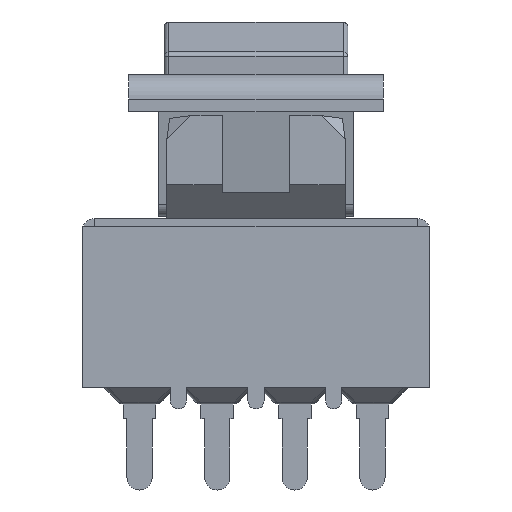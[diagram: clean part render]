
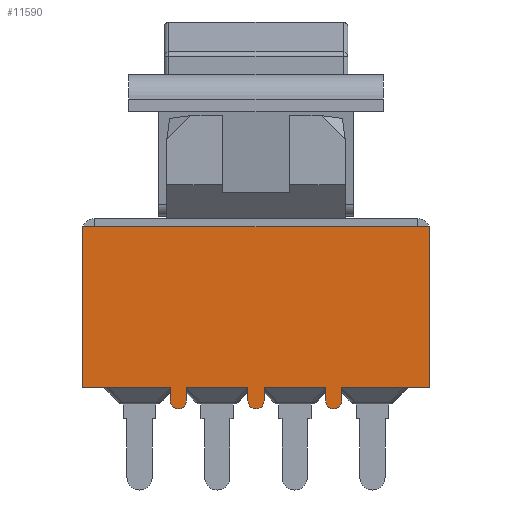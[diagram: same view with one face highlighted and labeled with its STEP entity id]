
A CAD part, left-side view. The second image highlights one B-rep face of the part: STEP entity #11590.
In plain terms, the highlighted planar face has unit normal (-1, 0, 0).
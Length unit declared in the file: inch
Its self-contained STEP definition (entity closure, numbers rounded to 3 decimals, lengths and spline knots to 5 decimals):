
#511=CIRCLE('',#12581,0.01969);
#512=CIRCLE('',#12583,0.01969);
#513=CIRCLE('',#12585,0.01969);
#1165=FACE_OUTER_BOUND('',#1839,.T.);
#1839=EDGE_LOOP('',(#10472,#10473,#10474,#10475,#10476,#10477,#10478,#10479,
#10480,#10481,#10482,#10483,#10484,#10485,#10486,#10487,#10488,#10489));
#2109=LINE('',#16344,#3411);
#2593=LINE('',#17498,#3895);
#2597=LINE('',#17505,#3899);
#3150=LINE('',#19081,#4452);
#3155=LINE('',#19089,#4457);
#3162=LINE('',#19101,#4464);
#3167=LINE('',#19110,#4469);
#3175=LINE('',#19125,#4477);
#3180=LINE('',#19134,#4482);
#3195=LINE('',#19164,#4497);
#3204=LINE('',#19189,#4506);
#3205=LINE('',#19191,#4507);
#3206=LINE('',#19194,#4508);
#3219=LINE('',#19224,#4521);
#3221=LINE('',#19232,#4523);
#3411=VECTOR('',#12963,0.3937);
#3895=VECTOR('',#14087,0.3937);
#3899=VECTOR('',#14093,0.3937);
#4452=VECTOR('',#15734,0.3937);
#4457=VECTOR('',#15743,0.3937);
#4464=VECTOR('',#15752,0.3937);
#4469=VECTOR('',#15759,0.3937);
#4477=VECTOR('',#15775,0.3937);
#4482=VECTOR('',#15782,0.3937);
#4497=VECTOR('',#15811,0.3937);
#4506=VECTOR('',#15842,0.3937);
#4507=VECTOR('',#15845,0.3937);
#4508=VECTOR('',#15848,0.3937);
#4521=VECTOR('',#15889,0.3937);
#4523=VECTOR('',#15903,0.3937);
#4678=VERTEX_POINT('',#16336);
#4679=VERTEX_POINT('',#16340);
#5029=VERTEX_POINT('',#17497);
#5031=VERTEX_POINT('',#17503);
#5509=VERTEX_POINT('',#19078);
#5510=VERTEX_POINT('',#19080);
#5511=VERTEX_POINT('',#19088);
#5514=VERTEX_POINT('',#19098);
#5515=VERTEX_POINT('',#19100);
#5518=VERTEX_POINT('',#19108);
#5520=VERTEX_POINT('',#19122);
#5521=VERTEX_POINT('',#19124);
#5524=VERTEX_POINT('',#19132);
#5531=VERTEX_POINT('',#19161);
#5532=VERTEX_POINT('',#19163);
#5536=VERTEX_POINT('',#19181);
#5537=VERTEX_POINT('',#19185);
#5538=VERTEX_POINT('',#19193);
#5752=EDGE_CURVE('',#4678,#4679,#2109,.T.);
#6330=EDGE_CURVE('',#5029,#4678,#2593,.T.);
#6334=EDGE_CURVE('',#4679,#5031,#2597,.T.);
#7111=EDGE_CURVE('',#5509,#5510,#3150,.T.);
#7116=EDGE_CURVE('',#5510,#5511,#3155,.T.);
#7123=EDGE_CURVE('',#5514,#5515,#3162,.T.);
#7128=EDGE_CURVE('',#5518,#5514,#3167,.T.);
#7136=EDGE_CURVE('',#5520,#5521,#3175,.T.);
#7141=EDGE_CURVE('',#5524,#5520,#3180,.T.);
#7157=EDGE_CURVE('',#5532,#5531,#3195,.T.);
#7167=EDGE_CURVE('',#5521,#5531,#511,.T.);
#7168=EDGE_CURVE('',#5515,#5536,#512,.T.);
#7170=EDGE_CURVE('',#5511,#5537,#513,.T.);
#7172=EDGE_CURVE('',#5518,#5537,#3204,.T.);
#7173=EDGE_CURVE('',#5524,#5536,#3205,.T.);
#7174=EDGE_CURVE('',#5532,#5538,#3206,.T.);
#7189=EDGE_CURVE('',#5538,#5031,#3219,.T.);
#7191=EDGE_CURVE('',#5509,#5029,#3221,.T.);
#10472=ORIENTED_EDGE('',*,*,#7167,.F.);
#10473=ORIENTED_EDGE('',*,*,#7136,.F.);
#10474=ORIENTED_EDGE('',*,*,#7141,.F.);
#10475=ORIENTED_EDGE('',*,*,#7173,.T.);
#10476=ORIENTED_EDGE('',*,*,#7168,.F.);
#10477=ORIENTED_EDGE('',*,*,#7123,.F.);
#10478=ORIENTED_EDGE('',*,*,#7128,.F.);
#10479=ORIENTED_EDGE('',*,*,#7172,.T.);
#10480=ORIENTED_EDGE('',*,*,#7170,.F.);
#10481=ORIENTED_EDGE('',*,*,#7116,.F.);
#10482=ORIENTED_EDGE('',*,*,#7111,.F.);
#10483=ORIENTED_EDGE('',*,*,#7191,.T.);
#10484=ORIENTED_EDGE('',*,*,#6330,.T.);
#10485=ORIENTED_EDGE('',*,*,#5752,.T.);
#10486=ORIENTED_EDGE('',*,*,#6334,.T.);
#10487=ORIENTED_EDGE('',*,*,#7189,.F.);
#10488=ORIENTED_EDGE('',*,*,#7174,.F.);
#10489=ORIENTED_EDGE('',*,*,#7157,.T.);
#10940=PLANE('',#12609);
#11590=ADVANCED_FACE('',(#1165),#10940,.T.);
#12581=AXIS2_PLACEMENT_3D('',#19179,#15828,#15829);
#12583=AXIS2_PLACEMENT_3D('',#19182,#15832,#15833);
#12585=AXIS2_PLACEMENT_3D('',#19186,#15837,#15838);
#12609=AXIS2_PLACEMENT_3D('',#19233,#15904,#15905);
#12963=DIRECTION('',(0.,1.,0.));
#14087=DIRECTION('',(0.,1.,0.));
#14093=DIRECTION('',(0.,1.,0.));
#15734=DIRECTION('',(0.,1.,0.));
#15743=DIRECTION('',(0.,0.,-1.));
#15752=DIRECTION('',(0.,0.,-1.));
#15759=DIRECTION('',(0.,1.,0.));
#15775=DIRECTION('',(0.,0.,-1.));
#15782=DIRECTION('',(0.,1.,0.));
#15811=DIRECTION('',(0.,0.,-1.));
#15828=DIRECTION('center_axis',(1.,0.,0.));
#15829=DIRECTION('ref_axis',(0.,0.707,-0.707));
#15832=DIRECTION('center_axis',(1.,0.,0.));
#15833=DIRECTION('ref_axis',(0.,0.707,-0.707));
#15837=DIRECTION('center_axis',(1.,0.,0.));
#15838=DIRECTION('ref_axis',(0.,0.707,-0.707));
#15842=DIRECTION('',(0.,0.,-1.));
#15845=DIRECTION('',(0.,0.,-1.));
#15848=DIRECTION('',(0.,1.,0.));
#15889=DIRECTION('',(0.,0.,1.));
#15903=DIRECTION('',(0.,0.,1.));
#15904=DIRECTION('center_axis',(-1.,0.,0.));
#15905=DIRECTION('ref_axis',(0.,0.,1.));
#16336=CARTESIAN_POINT('',(-0.25,-0.39508,0.39488));
#16340=CARTESIAN_POINT('',(-0.25,0.39508,0.39488));
#16344=CARTESIAN_POINT('',(-0.25,-0.425,0.39488));
#17497=CARTESIAN_POINT('',(-0.25,-0.425,0.39488));
#17498=CARTESIAN_POINT('',(-0.25,-0.425,0.39488));
#17503=CARTESIAN_POINT('',(-0.25,0.425,0.39488));
#17505=CARTESIAN_POINT('',(-0.25,-0.425,0.39488));
#19078=CARTESIAN_POINT('',(-0.25,-0.425,0.));
#19080=CARTESIAN_POINT('',(-0.25,-0.20984,0.));
#19081=CARTESIAN_POINT('',(-0.25,-0.425,0.));
#19088=CARTESIAN_POINT('',(-0.25,-0.20984,-0.03189));
#19089=CARTESIAN_POINT('',(-0.25,-0.20984,0.));
#19098=CARTESIAN_POINT('',(-0.25,-0.01969,0.));
#19100=CARTESIAN_POINT('',(-0.25,-0.01969,-0.03189));
#19101=CARTESIAN_POINT('',(-0.25,-0.01969,0.));
#19108=CARTESIAN_POINT('',(-0.25,-0.17047,0.));
#19110=CARTESIAN_POINT('',(-0.25,-0.425,0.));
#19122=CARTESIAN_POINT('',(-0.25,0.17047,0.));
#19124=CARTESIAN_POINT('',(-0.25,0.17047,-0.03189));
#19125=CARTESIAN_POINT('',(-0.25,0.17047,0.));
#19132=CARTESIAN_POINT('',(-0.25,0.01969,0.));
#19134=CARTESIAN_POINT('',(-0.25,-0.425,0.));
#19161=CARTESIAN_POINT('',(-0.25,0.20984,-0.03189));
#19163=CARTESIAN_POINT('',(-0.25,0.20984,0.));
#19164=CARTESIAN_POINT('',(-0.25,0.20984,0.));
#19179=CARTESIAN_POINT('Origin',(-0.25,0.19016,-0.03189));
#19181=CARTESIAN_POINT('',(-0.25,0.01969,-0.03189));
#19182=CARTESIAN_POINT('Origin',(-0.25,0.,
-0.03189));
#19185=CARTESIAN_POINT('',(-0.25,-0.17047,-0.03189));
#19186=CARTESIAN_POINT('Origin',(-0.25,-0.19016,
-0.03189));
#19189=CARTESIAN_POINT('',(-0.25,-0.17047,0.));
#19191=CARTESIAN_POINT('',(-0.25,0.01969,0.));
#19193=CARTESIAN_POINT('',(-0.25,0.425,0.));
#19194=CARTESIAN_POINT('',(-0.25,-0.425,0.));
#19224=CARTESIAN_POINT('',(-0.25,0.425,0.));
#19232=CARTESIAN_POINT('',(-0.25,-0.425,0.));
#19233=CARTESIAN_POINT('Origin',(-0.25,-0.425,0.));
